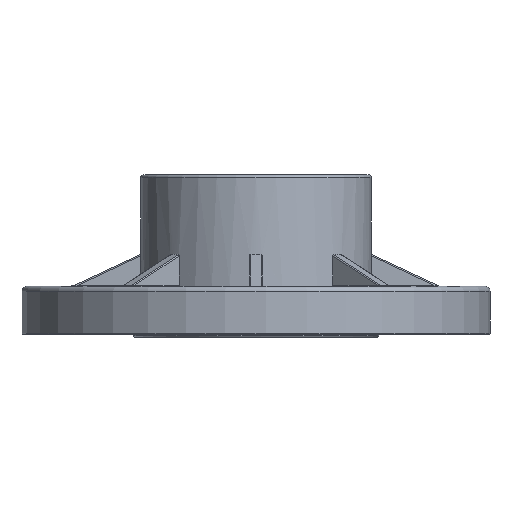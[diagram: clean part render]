
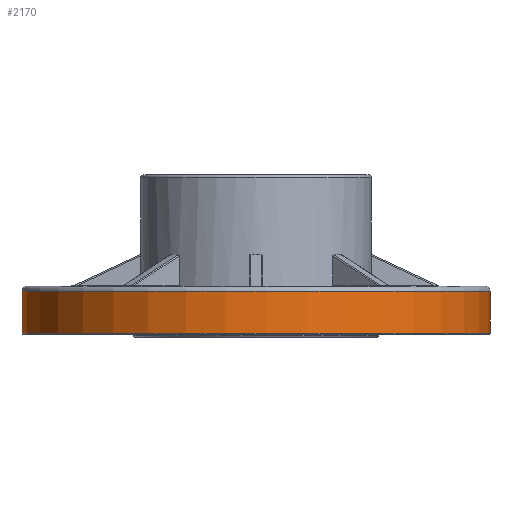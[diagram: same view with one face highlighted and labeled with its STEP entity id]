
A CAD part, front view. The second image highlights one B-rep face of the part: STEP entity #2170.
In plain terms, the highlighted cylindrical face has radius 92.5 mm (diameter 185 mm), a full revolution.
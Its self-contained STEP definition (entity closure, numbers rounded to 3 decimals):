
#702=FACE_BOUND('',#4548,.T.);
#703=FACE_BOUND('',#4549,.T.);
#1100=CIRCLE('',#18266,92.5);
#1101=CIRCLE('',#18267,92.5);
#2170=ADVANCED_FACE('',(#702,#703),#3188,.T.);
#3188=CYLINDRICAL_SURFACE('',#18268,92.5);
#4548=EDGE_LOOP('',(#7635));
#4549=EDGE_LOOP('',(#7636));
#7635=ORIENTED_EDGE('',*,*,#14348,.T.);
#7636=ORIENTED_EDGE('',*,*,#14349,.T.);
#12661=VERTEX_POINT('',#28745);
#12662=VERTEX_POINT('',#28747);
#14348=EDGE_CURVE('',#12661,#12661,#1100,.T.);
#14349=EDGE_CURVE('',#12662,#12662,#1101,.T.);
#18266=AXIS2_PLACEMENT_3D('',#28744,#20704,#20705);
#18267=AXIS2_PLACEMENT_3D('',#28746,#20706,#20707);
#18268=AXIS2_PLACEMENT_3D('',#28748,#20708,#20709);
#20704=DIRECTION('',(0.,0.,1.));
#20705=DIRECTION('',(0.924,0.383,0.));
#20706=DIRECTION('',(0.,0.,-1.));
#20707=DIRECTION('',(-0.924,-0.383,0.));
#20708=DIRECTION('',(0.,0.,1.));
#20709=DIRECTION('',(0.924,0.383,0.));
#28744=CARTESIAN_POINT('',(791.,-390.,0.5));
#28745=CARTESIAN_POINT('',(876.459,-354.602,0.5));
#28746=CARTESIAN_POINT('',(791.,-390.,17.));
#28747=CARTESIAN_POINT('',(705.541,-425.398,17.));
#28748=CARTESIAN_POINT('',(791.,-390.,0.));
